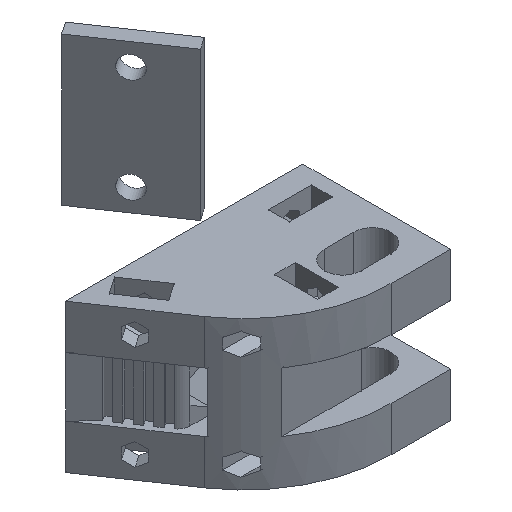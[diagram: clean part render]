
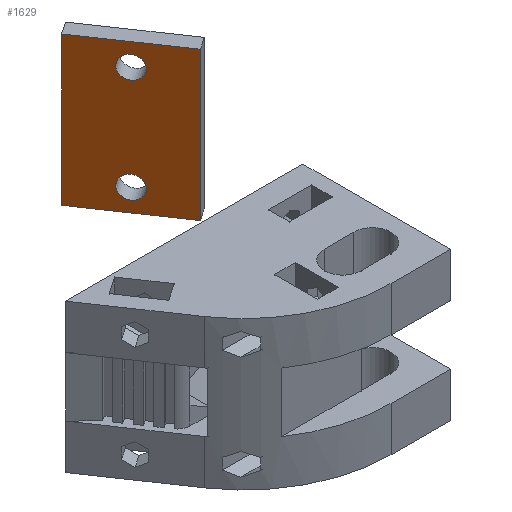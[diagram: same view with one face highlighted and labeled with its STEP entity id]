
A CAD part, isometric view. The second image highlights one B-rep face of the part: STEP entity #1629.
In plain terms, the highlighted planar face has unit normal (-0.828, -0.561, 0).
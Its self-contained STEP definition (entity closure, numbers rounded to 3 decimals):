
#194 = VECTOR ( 'NONE', #1157, 1000. ) ;
#273 = CARTESIAN_POINT ( 'NONE',  ( -33.656, -1.122, 52.59 ) ) ;
#430 = CARTESIAN_POINT ( 'NONE',  ( -26.107, -12.266, 52.59 ) ) ;
#480 = CARTESIAN_POINT ( 'NONE',  ( -26.107, -12.266, 32.59 ) ) ;
#564 = DIRECTION ( 'NONE',  ( 0., 0., -1. ) ) ;
#587 = LINE ( 'NONE', #1995, #4984 ) ;
#594 = VERTEX_POINT ( 'NONE', #3460 ) ;
#616 = CARTESIAN_POINT ( 'NONE',  ( -29.04, -7.936, 35.59 ) ) ;
#703 = DIRECTION ( 'NONE',  ( -0.828, -0.561, 0. ) ) ;
#731 = DIRECTION ( 'NONE',  ( -0.828, -0.561, 0. ) ) ;
#826 = EDGE_CURVE ( 'NONE', #4313, #4755, #3626, .T. ) ;
#899 = EDGE_CURVE ( 'NONE', #594, #2386, #2900, .T. ) ;
#1069 = EDGE_LOOP ( 'NONE', ( #5313, #3681 ) ) ;
#1135 = LINE ( 'NONE', #273, #194 ) ;
#1157 = DIRECTION ( 'NONE',  ( -0.561, 0.828, 0. ) ) ;
#1342 = DIRECTION ( 'NONE',  ( 0.561, -0.828, 0. ) ) ;
#1367 = AXIS2_PLACEMENT_3D ( 'NONE', #2857, #703, #2431 ) ;
#1629 = ADVANCED_FACE ( 'NONE', ( #5435, #3308, #3280 ), #5002, .T. ) ;
#1819 = CIRCLE ( 'NONE', #5359, 1.5 ) ;
#1905 = VERTEX_POINT ( 'NONE', #4004 ) ;
#1995 = CARTESIAN_POINT ( 'NONE',  ( -33.656, -1.122, 32.59 ) ) ;
#2037 = VECTOR ( 'NONE', #564, 1000. ) ;
#2065 = ORIENTED_EDGE ( 'NONE', *, *, #3082, .T. ) ;
#2222 = DIRECTION ( 'NONE',  ( 0., 0., 1. ) ) ;
#2247 = DIRECTION ( 'NONE',  ( -0.828, -0.561, 0. ) ) ;
#2286 = DIRECTION ( 'NONE',  ( -0.828, -0.561, 0. ) ) ;
#2386 = VERTEX_POINT ( 'NONE', #5008 ) ;
#2421 = EDGE_CURVE ( 'NONE', #2634, #4593, #1135, .T. ) ;
#2431 = DIRECTION ( 'NONE',  ( 0.561, -0.828, 0. ) ) ;
#2456 = EDGE_CURVE ( 'NONE', #1905, #4217, #587, .T. ) ;
#2634 = VERTEX_POINT ( 'NONE', #430 ) ;
#2857 = CARTESIAN_POINT ( 'NONE',  ( -23.59, -15.981, 0. ) ) ;
#2900 = CIRCLE ( 'NONE', #4526, 1.5 ) ;
#2901 = EDGE_CURVE ( 'NONE', #4217, #2634, #5407, .T. ) ;
#2926 = CARTESIAN_POINT ( 'NONE',  ( -33.656, -1.122, 52.59 ) ) ;
#3039 = EDGE_LOOP ( 'NONE', ( #3887, #5120, #5068, #2065 ) ) ;
#3082 = EDGE_CURVE ( 'NONE', #4593, #1905, #3199, .T. ) ;
#3124 = CARTESIAN_POINT ( 'NONE',  ( -30.722, -5.452, 35.59 ) ) ;
#3199 = LINE ( 'NONE', #3944, #2037 ) ;
#3280 = FACE_BOUND ( 'NONE', #1069, .T. ) ;
#3282 = CIRCLE ( 'NONE', #4449, 1.5 ) ;
#3308 = FACE_OUTER_BOUND ( 'NONE', #3039, .T. ) ;
#3446 = CARTESIAN_POINT ( 'NONE',  ( -26.107, -12.266, 32.59 ) ) ;
#3460 = CARTESIAN_POINT ( 'NONE',  ( -30.722, -5.452, 49.59 ) ) ;
#3626 = CIRCLE ( 'NONE', #3807, 1.5 ) ;
#3681 = ORIENTED_EDGE ( 'NONE', *, *, #4697, .F. ) ;
#3719 = DIRECTION ( 'NONE',  ( 0.561, -0.828, 0. ) ) ;
#3807 = AXIS2_PLACEMENT_3D ( 'NONE', #4632, #731, #5057 ) ;
#3865 = CARTESIAN_POINT ( 'NONE',  ( -29.881, -6.694, 49.59 ) ) ;
#3887 = ORIENTED_EDGE ( 'NONE', *, *, #2456, .T. ) ;
#3923 = DIRECTION ( 'NONE',  ( -0.561, 0.828, 0. ) ) ;
#3944 = CARTESIAN_POINT ( 'NONE',  ( -33.656, -1.122, 32.59 ) ) ;
#4004 = CARTESIAN_POINT ( 'NONE',  ( -33.656, -1.122, 32.59 ) ) ;
#4171 = ORIENTED_EDGE ( 'NONE', *, *, #899, .F. ) ;
#4217 = VERTEX_POINT ( 'NONE', #3446 ) ;
#4313 = VERTEX_POINT ( 'NONE', #3124 ) ;
#4447 = VECTOR ( 'NONE', #2222, 1000. ) ;
#4449 = AXIS2_PLACEMENT_3D ( 'NONE', #5232, #2286, #4758 ) ;
#4526 = AXIS2_PLACEMENT_3D ( 'NONE', #3865, #5228, #1342 ) ;
#4540 = EDGE_LOOP ( 'NONE', ( #4171, #5429 ) ) ;
#4593 = VERTEX_POINT ( 'NONE', #2926 ) ;
#4632 = CARTESIAN_POINT ( 'NONE',  ( -29.881, -6.694, 35.59 ) ) ;
#4697 = EDGE_CURVE ( 'NONE', #4755, #4313, #1819, .T. ) ;
#4755 = VERTEX_POINT ( 'NONE', #616 ) ;
#4758 = DIRECTION ( 'NONE',  ( 0.561, -0.828, 0. ) ) ;
#4984 = VECTOR ( 'NONE', #3719, 1000. ) ;
#5002 = PLANE ( 'NONE',  #1367 ) ;
#5008 = CARTESIAN_POINT ( 'NONE',  ( -29.04, -7.936, 49.59 ) ) ;
#5057 = DIRECTION ( 'NONE',  ( -0.561, 0.828, 0. ) ) ;
#5068 = ORIENTED_EDGE ( 'NONE', *, *, #2421, .T. ) ;
#5120 = ORIENTED_EDGE ( 'NONE', *, *, #2901, .T. ) ;
#5224 = CARTESIAN_POINT ( 'NONE',  ( -29.881, -6.694, 35.59 ) ) ;
#5228 = DIRECTION ( 'NONE',  ( -0.828, -0.561, 0. ) ) ;
#5232 = CARTESIAN_POINT ( 'NONE',  ( -29.881, -6.694, 49.59 ) ) ;
#5313 = ORIENTED_EDGE ( 'NONE', *, *, #826, .F. ) ;
#5359 = AXIS2_PLACEMENT_3D ( 'NONE', #5224, #2247, #3923 ) ;
#5407 = LINE ( 'NONE', #480, #4447 ) ;
#5429 = ORIENTED_EDGE ( 'NONE', *, *, #5483, .F. ) ;
#5435 = FACE_BOUND ( 'NONE', #4540, .T. ) ;
#5483 = EDGE_CURVE ( 'NONE', #2386, #594, #3282, .T. ) ;
